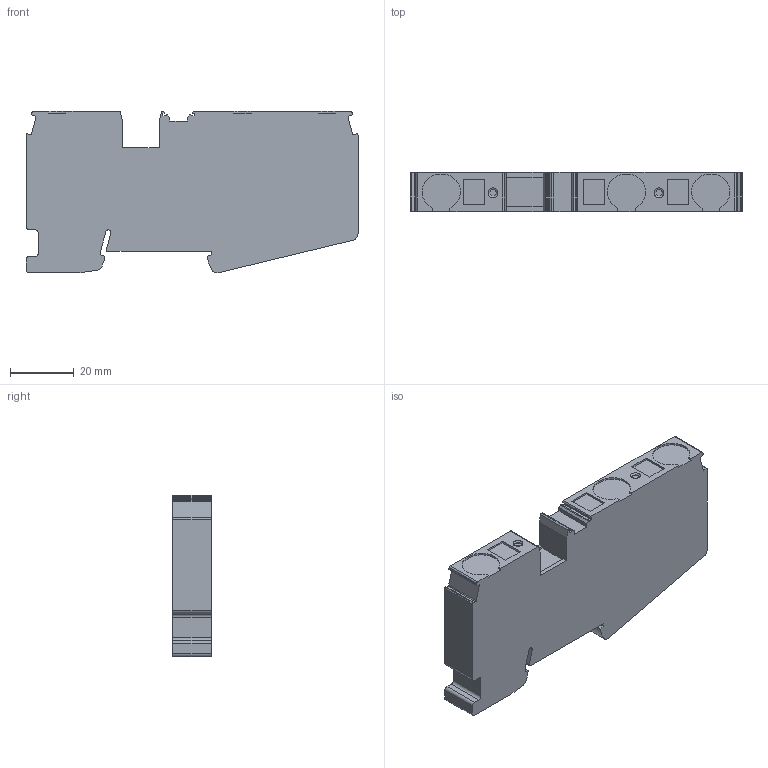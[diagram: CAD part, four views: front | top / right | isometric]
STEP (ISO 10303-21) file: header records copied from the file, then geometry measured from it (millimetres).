
FILE_DESCRIPTION( ( 'Unknown' ), '1' );
FILE_NAME( 'DPTN16-3簡易3D-20230208-2.stp', 'Unknown', ( 'Unknown' ), ( 'Unknown' ), 'XStep 1.0', 'Unknown', ' ' );
FILE_SCHEMA( ( 'automotive_design' ) );
Length unit declared in the file: millimetre
Products named in the file (1): 1
Bounding box: 104.01 x 12.2 x 50.6 mm (x, y, z)
Volume: 55349.2 mm3; surface area: 13685.5 mm2
Topology: 1 solids, 1 shells, 133 faces, 378 edges, 252 vertices
Faces by surface type: plane 89, cylinder 42, torus 2
Full cylindrical faces by diameter (mm): 2.1 x2
Entity records: 5359 total; most frequent: CARTESIAN_POINT 757, ORIENTED_EDGE 744, DIRECTION 725, EDGE_CURVE 372, LINE 285, VECTOR 285, VERTEX_POINT 250, AXIS2_PLACEMENT_3D 220
